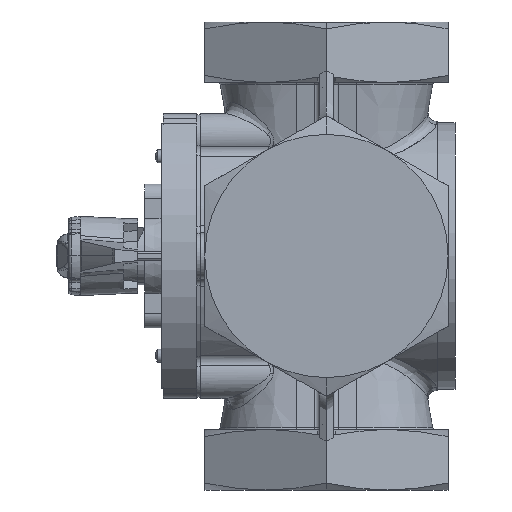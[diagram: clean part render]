
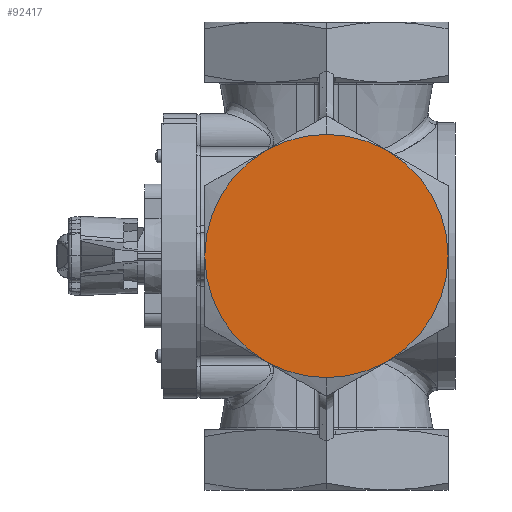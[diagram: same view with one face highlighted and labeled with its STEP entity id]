
A CAD part, left-side view. The second image highlights one B-rep face of the part: STEP entity #92417.
In plain terms, the highlighted planar face has unit normal (-1, 0, 0).
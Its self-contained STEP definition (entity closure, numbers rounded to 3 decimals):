
#92080=CARTESIAN_POINT('Vertex',(-101.,84.25,45.466)) ;
#92092=CARTESIAN_POINT('Vertex',(-101.,110.5,0.)) ;
#92095=CARTESIAN_POINT('Axis2P3D Location',(-101.,58.,0.)) ;
#92116=CARTESIAN_POINT('Vertex',(-101.,58.,52.5)) ;
#92129=CARTESIAN_POINT('Axis2P3D Location',(-101.,58.,0.)) ;
#92237=CARTESIAN_POINT('Vertex',(-101.,84.25,-45.466)) ;
#92240=CARTESIAN_POINT('Axis2P3D Location',(-101.,58.,0.)) ;
#92369=CARTESIAN_POINT('Axis2P3D Location',(-101.,58.,60.622)) ;
#92374=CARTESIAN_POINT('Axis2P3D Location',(-101.,58.,0.)) ;
#92378=CARTESIAN_POINT('Vertex',(-101.,31.75,-45.466)) ;
#92380=CARTESIAN_POINT('Vertex',(-101.,5.5,0.)) ;
#92383=CARTESIAN_POINT('Axis2P3D Location',(-101.,58.,0.)) ;
#92387=CARTESIAN_POINT('Vertex',(-101.,31.75,45.466)) ;
#92390=CARTESIAN_POINT('Axis2P3D Location',(-101.,58.,0.)) ;
#92395=CARTESIAN_POINT('Axis2P3D Location',(-101.,58.,0.)) ;
#92399=CARTESIAN_POINT('Vertex',(-101.,58.,-52.5)) ;
#92402=CARTESIAN_POINT('Axis2P3D Location',(-101.,58.,0.)) ;
#92096=DIRECTION('Axis2P3D Direction',(1.,0.,0.)) ;
#92130=DIRECTION('Axis2P3D Direction',(1.,0.,0.)) ;
#92241=DIRECTION('Axis2P3D Direction',(1.,0.,0.)) ;
#92370=DIRECTION('Axis2P3D Direction',(-1.,0.,0.)) ;
#92371=DIRECTION('Axis2P3D XDirection',(0.,0.,1.)) ;
#92375=DIRECTION('Axis2P3D Direction',(-1.,0.,0.)) ;
#92384=DIRECTION('Axis2P3D Direction',(-1.,0.,0.)) ;
#92391=DIRECTION('Axis2P3D Direction',(-1.,0.,0.)) ;
#92396=DIRECTION('Axis2P3D Direction',(-1.,0.,0.)) ;
#92403=DIRECTION('Axis2P3D Direction',(-1.,0.,0.)) ;
#92097=AXIS2_PLACEMENT_3D('Circle Axis2P3D',#92095,#92096,$) ;
#92131=AXIS2_PLACEMENT_3D('Circle Axis2P3D',#92129,#92130,$) ;
#92242=AXIS2_PLACEMENT_3D('Circle Axis2P3D',#92240,#92241,$) ;
#92372=AXIS2_PLACEMENT_3D('Plane Axis2P3D',#92369,#92370,#92371) ;
#92376=AXIS2_PLACEMENT_3D('Circle Axis2P3D',#92374,#92375,$) ;
#92385=AXIS2_PLACEMENT_3D('Circle Axis2P3D',#92383,#92384,$) ;
#92392=AXIS2_PLACEMENT_3D('Circle Axis2P3D',#92390,#92391,$) ;
#92397=AXIS2_PLACEMENT_3D('Circle Axis2P3D',#92395,#92396,$) ;
#92404=AXIS2_PLACEMENT_3D('Circle Axis2P3D',#92402,#92403,$) ;
#92098=CIRCLE('generated circle',#92097,52.5) ;
#92132=CIRCLE('generated circle',#92131,52.5) ;
#92243=CIRCLE('generated circle',#92242,52.5) ;
#92377=CIRCLE('generated circle',#92376,52.5) ;
#92386=CIRCLE('generated circle',#92385,52.5) ;
#92393=CIRCLE('generated circle',#92392,52.5) ;
#92398=CIRCLE('generated circle',#92397,52.5) ;
#92405=CIRCLE('generated circle',#92404,52.5) ;
#92373=PLANE('',#92372) ;
#92099=EDGE_CURVE('',#92081,#92093,#92098,.F.) ;
#92133=EDGE_CURVE('',#92117,#92081,#92132,.F.) ;
#92244=EDGE_CURVE('',#92093,#92238,#92243,.F.) ;
#92382=EDGE_CURVE('',#92379,#92381,#92377,.T.) ;
#92389=EDGE_CURVE('',#92381,#92388,#92386,.T.) ;
#92394=EDGE_CURVE('',#92388,#92117,#92393,.T.) ;
#92401=EDGE_CURVE('',#92238,#92400,#92398,.T.) ;
#92406=EDGE_CURVE('',#92400,#92379,#92405,.T.) ;
#92408=ORIENTED_EDGE('',*,*,#92382,.T.) ;
#92409=ORIENTED_EDGE('',*,*,#92389,.T.) ;
#92410=ORIENTED_EDGE('',*,*,#92394,.T.) ;
#92411=ORIENTED_EDGE('',*,*,#92133,.T.) ;
#92412=ORIENTED_EDGE('',*,*,#92099,.T.) ;
#92413=ORIENTED_EDGE('',*,*,#92244,.T.) ;
#92414=ORIENTED_EDGE('',*,*,#92401,.T.) ;
#92415=ORIENTED_EDGE('',*,*,#92406,.T.) ;
#92407=EDGE_LOOP('',(#92408,#92409,#92410,#92411,#92412,#92413,#92414,#92415)) ;
#92081=VERTEX_POINT('',#92080) ;
#92093=VERTEX_POINT('',#92092) ;
#92117=VERTEX_POINT('',#92116) ;
#92238=VERTEX_POINT('',#92237) ;
#92379=VERTEX_POINT('',#92378) ;
#92381=VERTEX_POINT('',#92380) ;
#92388=VERTEX_POINT('',#92387) ;
#92400=VERTEX_POINT('',#92399) ;
#92417=ADVANCED_FACE('Body.18',(#92416),#92373,.T.) ;
#92416=FACE_OUTER_BOUND('',#92407,.T.) ;
